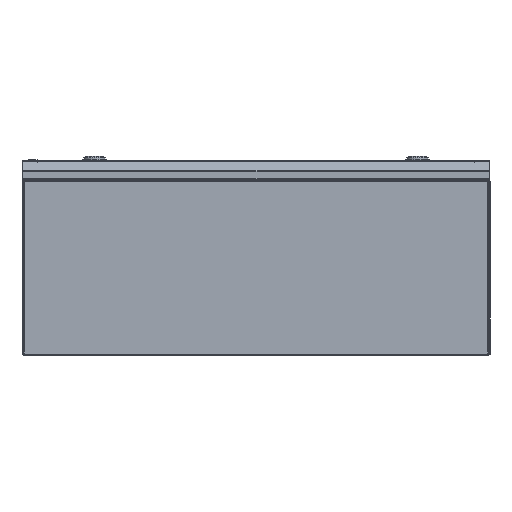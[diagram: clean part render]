
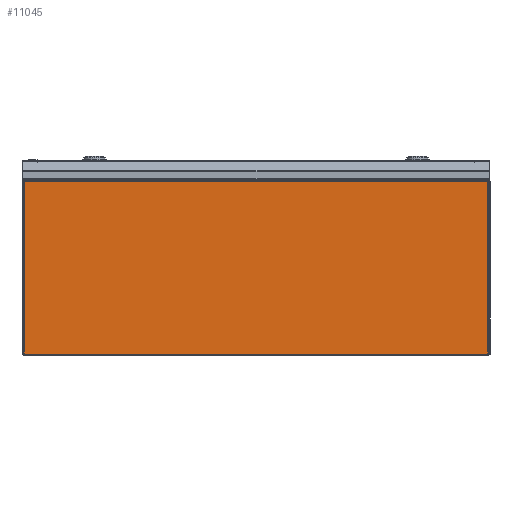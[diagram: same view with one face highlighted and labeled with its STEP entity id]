
A CAD part, left-side view. The second image highlights one B-rep face of the part: STEP entity #11045.
In plain terms, the highlighted planar face has unit normal (-1, 0, 0).
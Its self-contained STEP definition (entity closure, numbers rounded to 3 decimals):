
#1108 = DIRECTION ( 'NONE',  ( 1., 0., 0. ) ) ;
#1745 = VERTEX_POINT ( 'NONE', #21184 ) ;
#2228 = ORIENTED_EDGE ( 'NONE', *, *, #5448, .T. ) ;
#2987 = PLANE ( 'NONE',  #21223 ) ;
#3289 = DIRECTION ( 'NONE',  ( 0., 0., 1. ) ) ;
#3980 = EDGE_CURVE ( 'NONE', #12765, #1745, #7066, .T. ) ;
#4349 = VECTOR ( 'NONE', #16732, 1000. ) ;
#4755 = VECTOR ( 'NONE', #6621, 1000. ) ;
#4936 = CARTESIAN_POINT ( 'NONE',  ( -456.583, 87.056, 224.46 ) ) ;
#5448 = EDGE_CURVE ( 'NONE', #1745, #7860, #9995, .T. ) ;
#6621 = DIRECTION ( 'NONE',  ( 0., 1., 0. ) ) ;
#7066 = LINE ( 'NONE', #9193, #16299 ) ;
#7860 = VERTEX_POINT ( 'NONE', #10045 ) ;
#8575 = CARTESIAN_POINT ( 'NONE',  ( -456.583, -506.944, 222.46 ) ) ;
#9127 = VECTOR ( 'NONE', #9332, 1000. ) ;
#9193 = CARTESIAN_POINT ( 'NONE',  ( -456.583, -506.944, 1. ) ) ;
#9332 = DIRECTION ( 'NONE',  ( 0., 1., 0. ) ) ;
#9670 = VERTEX_POINT ( 'NONE', #15929 ) ;
#9995 = LINE ( 'NONE', #8575, #4755 ) ;
#10045 = CARTESIAN_POINT ( 'NONE',  ( -456.583, 87.056, 222.46 ) ) ;
#11045 = ADVANCED_FACE ( 'NONE', ( #17143 ), #2987, .F. ) ;
#12765 = VERTEX_POINT ( 'NONE', #14700 ) ;
#12798 = EDGE_CURVE ( 'NONE', #7860, #9670, #24673, .T. ) ;
#13767 = LINE ( 'NONE', #21117, #9127 ) ;
#14700 = CARTESIAN_POINT ( 'NONE',  ( -456.583, -506.944, 1. ) ) ;
#14763 = CARTESIAN_POINT ( 'NONE',  ( -456.583, 89.056, 224.46 ) ) ;
#14850 = DIRECTION ( 'NONE',  ( 0., 0., -1. ) ) ;
#15929 = CARTESIAN_POINT ( 'NONE',  ( -456.583, 87.056, 1. ) ) ;
#16299 = VECTOR ( 'NONE', #3289, 1000. ) ;
#16732 = DIRECTION ( 'NONE',  ( 0., 0., -1. ) ) ;
#17143 = FACE_OUTER_BOUND ( 'NONE', #17606, .T. ) ;
#17606 = EDGE_LOOP ( 'NONE', ( #2228, #21650, #17676, #18928 ) ) ;
#17676 = ORIENTED_EDGE ( 'NONE', *, *, #18326, .F. ) ;
#18326 = EDGE_CURVE ( 'NONE', #12765, #9670, #13767, .T. ) ;
#18928 = ORIENTED_EDGE ( 'NONE', *, *, #3980, .T. ) ;
#21117 = CARTESIAN_POINT ( 'NONE',  ( -456.583, 89.056, 1. ) ) ;
#21184 = CARTESIAN_POINT ( 'NONE',  ( -456.583, -506.944, 222.46 ) ) ;
#21223 = AXIS2_PLACEMENT_3D ( 'NONE', #14763, #1108, #14850 ) ;
#21650 = ORIENTED_EDGE ( 'NONE', *, *, #12798, .T. ) ;
#24673 = LINE ( 'NONE', #4936, #4349 ) ;
